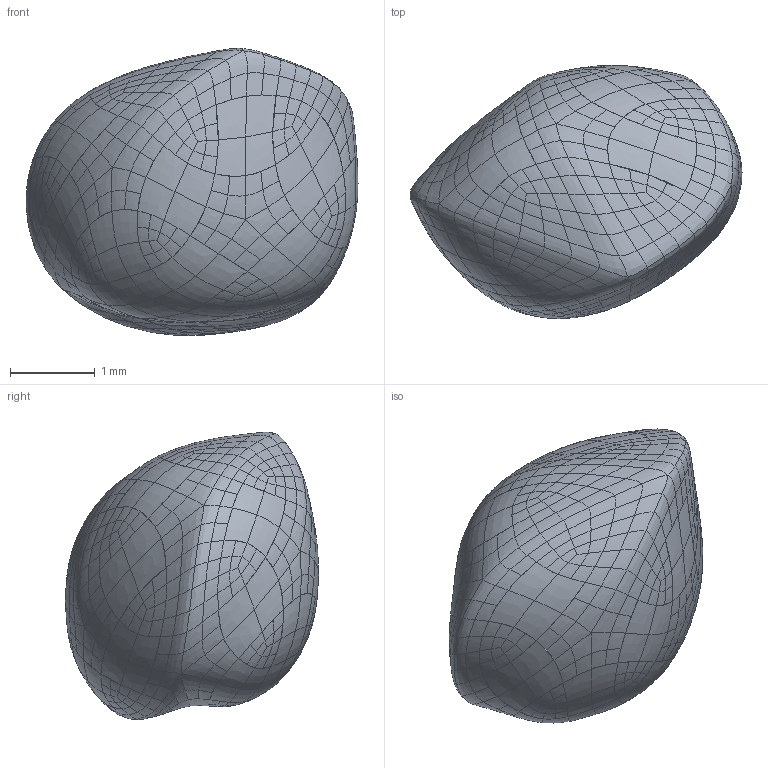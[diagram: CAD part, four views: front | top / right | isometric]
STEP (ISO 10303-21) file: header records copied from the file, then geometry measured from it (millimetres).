
FILE_DESCRIPTION(('Shape Data from Truck'), '2;1');
FILE_NAME('complex_polyhedron_crease4.step', '2025-07-27 11:51:11.686292718', (('')), (('')), 'truck', '', '');
FILE_SCHEMA(('ISO-10303-042'));
Length unit declared in the file: millimetre
Bounding box: 3.92 x 2.99 x 3.39 mm (x, y, z)
Surface area: 37 mm2 (no closed solid volume)
Topology: 0 solids, 696 shells, 696 faces, 2784 edges, 2784 vertices
Faces by surface type: bspline 696
Entity records: 15325 total; most frequent: CARTESIAN_POINT 11136, FACE_SURFACE 696, FACE_BOUND 696, VERTEX_LOOP 696, VERTEX_POINT 696, POINT_ON_SURFACE 696, B_SPLINE_SURFACE_WITH_KNOTS 696, APPLICATION_PROTOCOL_DEFINITION 1
